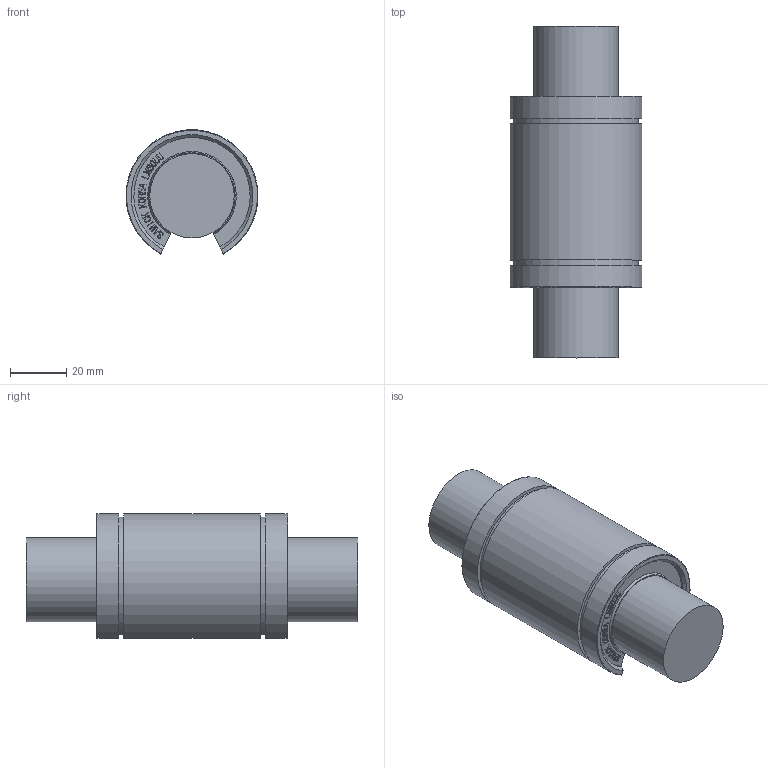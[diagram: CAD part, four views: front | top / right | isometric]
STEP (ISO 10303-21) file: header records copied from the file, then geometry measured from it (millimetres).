
FILE_DESCRIPTION((''),'2;1');
FILE_NAME('LME30UUOP.stp','2013-02-05T19:16:18',('user2'),(''),'Autodesk Inventor 2012','Autodesk Inventor 2012','');
FILE_SCHEMA(('AUTOMOTIVE_DESIGN { 1 0 10303 214 1 1 1 1 }'));
Length unit declared in the file: millimetre
Products named in the file (1): LME30UUOP
Bounding box: 46.93 x 118 x 44.13 mm (x, y, z)
Volume: 139784.1 mm3; surface area: 19530.2 mm2
Topology: 1 solids, 1 shells, 852 faces, 2418 edges, 1612 vertices
Faces by surface type: bspline 616, plane 222, cylinder 8, cone 4, torus 2
Full cylindrical faces by diameter (mm): 30 x1
Entity records: 29159 total; most frequent: CARTESIAN_POINT 10473, ORIENTED_EDGE 4828, EDGE_CURVE 2414, DIRECTION 1670, VERTEX_POINT 1610, QUASI_UNIFORM_CURVE 1232, VECTOR 1144, LINE 1144
